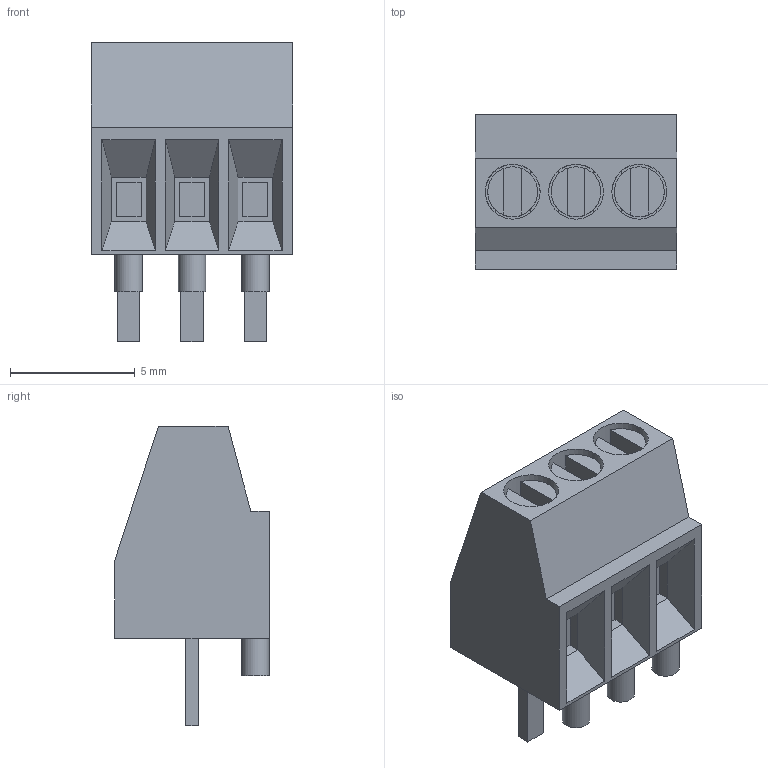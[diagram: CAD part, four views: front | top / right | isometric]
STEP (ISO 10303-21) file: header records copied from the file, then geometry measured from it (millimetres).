
FILE_DESCRIPTION(/* description */ ('model of TerminalBlock_Phoenix_MPT-0,5-3-2.54_1x03_P2.54mm_Horizontal'),/* implementation_level */ '2;1');
FILE_NAME(/* name */ 'TerminalBlock_Phoenix_MPT-0,5-3-2.54_1x03_P2.54mm_Horizontal.step',/* time_stamp */ '2020-05-14T18:30:31',/* author */ ('kicad StepUp','ksu'),/* organization */ ('FreeCAD'),/* preprocessor_version */ 'OCC',/* originating_system */ 'kicad StepUp',/* authorisation */ '');
FILE_SCHEMA(('AUTOMOTIVE_DESIGN { 1 0 10303 214 1 1 1 1 }'));
Length unit declared in the file: millimetre
Products named in the file (1): TerminalBlock_Phoenix_MPT_05_3_254_1x03_P254mm_Horizontal
Bounding box: 8.08 x 6.2 x 12 mm (x, y, z)
Volume: 307.6 mm3; surface area: 681.8 mm2
Topology: 1 solids, 1 shells, 117 faces, 276 edges, 176 vertices
Faces by surface type: plane 96, bspline 12, cylinder 9
Full cylindrical faces by diameter (mm): 1.1 x3, 2 x3, 2.2 x3
Entity records: 7675 total; most frequent: CARTESIAN_POINT 1296, DIRECTION 1001, LINE 636, VECTOR 636, ORIENTED_EDGE 552, PCURVE 552, DEFINITIONAL_REPRESENTATION 552, EDGE_CURVE 276
